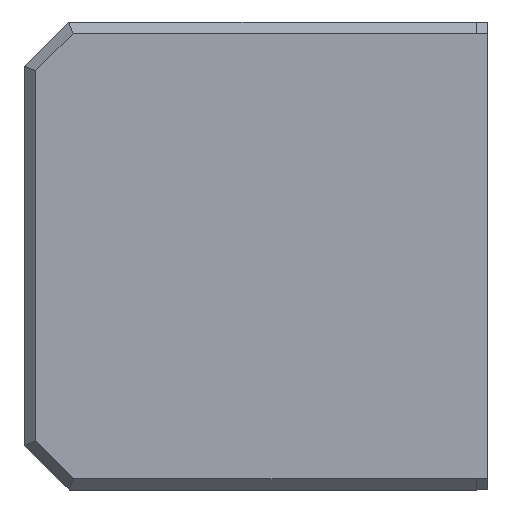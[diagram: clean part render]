
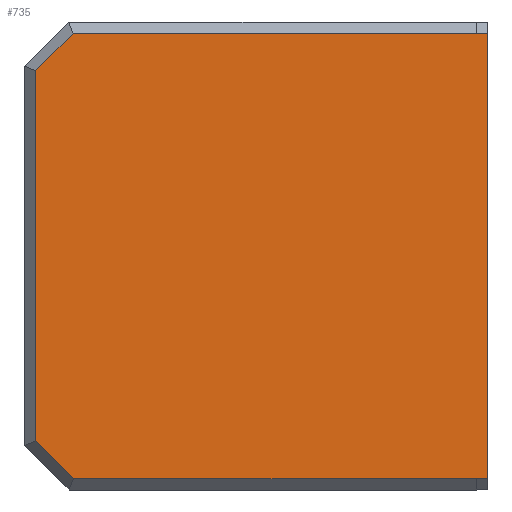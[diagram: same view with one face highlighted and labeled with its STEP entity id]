
A CAD part, front view. The second image highlights one B-rep face of the part: STEP entity #735.
In plain terms, the highlighted planar face has unit normal (0, -1, 0).
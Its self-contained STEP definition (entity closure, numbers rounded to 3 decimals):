
#54=FACE_OUTER_BOUND('',#101,.T.);
#101=EDGE_LOOP('',(#520,#521,#522,#523,#524,#525,#526,#527));
#146=LINE('',#1068,#233);
#149=LINE('',#1074,#236);
#154=LINE('',#1085,#241);
#158=LINE('',#1092,#245);
#161=LINE('',#1098,#248);
#163=LINE('',#1103,#250);
#166=LINE('',#1107,#253);
#172=LINE('',#1119,#259);
#233=VECTOR('',#854,10.);
#236=VECTOR('',#859,10.);
#241=VECTOR('',#866,10.);
#245=VECTOR('',#872,10.);
#248=VECTOR('',#877,10.);
#250=VECTOR('',#881,10.);
#253=VECTOR('',#886,10.);
#259=VECTOR('',#898,10.);
#320=VERTEX_POINT('',#1065);
#321=VERTEX_POINT('',#1067);
#323=VERTEX_POINT('',#1073);
#327=VERTEX_POINT('',#1082);
#328=VERTEX_POINT('',#1084);
#330=VERTEX_POINT('',#1090);
#332=VERTEX_POINT('',#1096);
#334=VERTEX_POINT('',#1102);
#383=EDGE_CURVE('',#320,#321,#146,.T.);
#386=EDGE_CURVE('',#323,#320,#149,.T.);
#391=EDGE_CURVE('',#327,#328,#154,.T.);
#395=EDGE_CURVE('',#330,#327,#158,.T.);
#398=EDGE_CURVE('',#332,#330,#161,.T.);
#400=EDGE_CURVE('',#328,#334,#163,.T.);
#403=EDGE_CURVE('',#334,#323,#166,.T.);
#409=EDGE_CURVE('',#321,#332,#172,.T.);
#520=ORIENTED_EDGE('',*,*,#383,.F.);
#521=ORIENTED_EDGE('',*,*,#386,.F.);
#522=ORIENTED_EDGE('',*,*,#403,.F.);
#523=ORIENTED_EDGE('',*,*,#400,.F.);
#524=ORIENTED_EDGE('',*,*,#391,.F.);
#525=ORIENTED_EDGE('',*,*,#395,.F.);
#526=ORIENTED_EDGE('',*,*,#398,.F.);
#527=ORIENTED_EDGE('',*,*,#409,.F.);
#697=PLANE('',#796);
#735=ADVANCED_FACE('',(#54),#697,.F.);
#796=AXIS2_PLACEMENT_3D('',#1118,#896,#897);
#854=DIRECTION('',(1.,0.,0.));
#859=DIRECTION('',(1.,0.,0.));
#866=DIRECTION('',(-0.707,0.,0.707));
#872=DIRECTION('',(-1.,0.,0.));
#877=DIRECTION('',(-1.,0.,0.));
#881=DIRECTION('',(0.,0.,1.));
#886=DIRECTION('',(0.707,0.,0.707));
#896=DIRECTION('center_axis',(0.,1.,0.));
#897=DIRECTION('ref_axis',(1.,0.,0.));
#898=DIRECTION('',(0.,0.,-1.));
#1065=CARTESIAN_POINT('',(52.5,1.7,125.261));
#1067=CARTESIAN_POINT('',(53.5,1.7,125.261));
#1068=CARTESIAN_POINT('',(42.239,1.7,125.261));
#1073=CARTESIAN_POINT('',(15.877,1.7,125.261));
#1074=CARTESIAN_POINT('',(23.72,1.7,125.261));
#1082=CARTESIAN_POINT('',(15.908,1.7,84.75));
#1084=CARTESIAN_POINT('',(12.455,1.7,88.203));
#1085=CARTESIAN_POINT('',(15.008,1.7,85.65));
#1090=CARTESIAN_POINT('',(52.5,1.7,84.75));
#1092=CARTESIAN_POINT('',(42.239,1.7,84.75));
#1096=CARTESIAN_POINT('',(53.5,1.7,84.75));
#1098=CARTESIAN_POINT('',(42.239,1.7,84.75));
#1102=CARTESIAN_POINT('',(12.455,1.7,121.839));
#1103=CARTESIAN_POINT('',(12.455,1.7,96.397));
#1107=CARTESIAN_POINT('',(12.981,1.7,122.365));
#1118=CARTESIAN_POINT('Origin',(31.978,1.7,105.005));
#1119=CARTESIAN_POINT('',(53.5,1.7,115.133));
